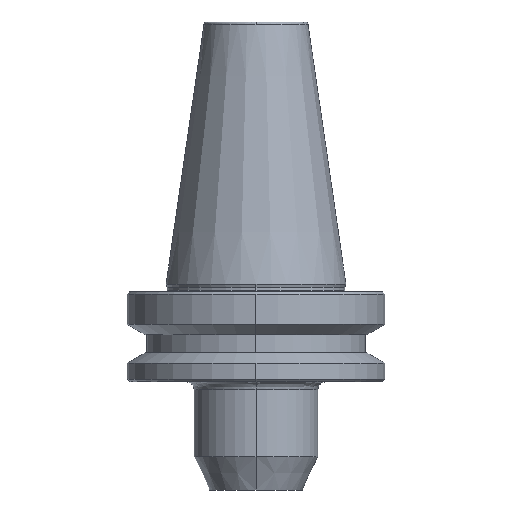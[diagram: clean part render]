
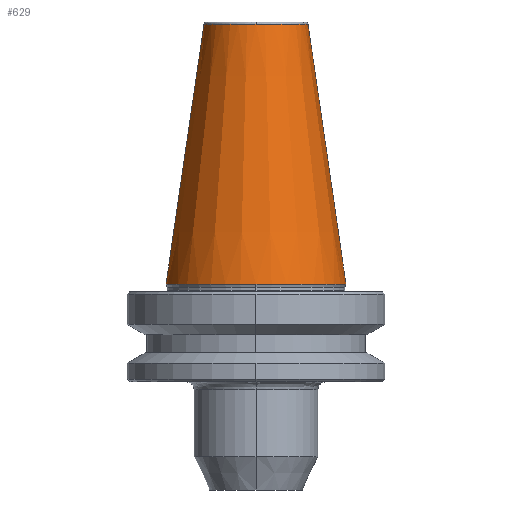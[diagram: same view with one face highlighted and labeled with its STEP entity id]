
A CAD part, left-side view. The second image highlights one B-rep face of the part: STEP entity #629.
In plain terms, the highlighted conical face has half-angle 8.297 degrees and reference radius 34.925 mm.
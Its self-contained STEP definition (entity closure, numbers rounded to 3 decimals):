
#23 = DIRECTION ( 'NONE',  ( 0., 0., 1. ) ) ;
#36 = EDGE_CURVE ( 'NONE', #154, #1318, #1092, .T. ) ;
#70 = DIRECTION ( 'NONE',  ( 0., -0.144, -0.99 ) ) ;
#86 = EDGE_CURVE ( 'NONE', #1277, #1318, #1330, .T. ) ;
#130 = FACE_OUTER_BOUND ( 'NONE', #1099, .T. ) ;
#132 = ORIENTED_EDGE ( 'NONE', *, *, #595, .T. ) ;
#154 = VERTEX_POINT ( 'NONE', #914 ) ;
#170 = CONICAL_SURFACE ( 'NONE', #335, 34.925, 0.145 ) ;
#198 = CARTESIAN_POINT ( 'NONE',  ( 0., 0., 100.944 ) ) ;
#283 = CARTESIAN_POINT ( 'NONE',  ( 0., -34.925, 0. ) ) ;
#284 = DIRECTION ( 'NONE',  ( -1., 0., 0. ) ) ;
#287 = EDGE_CURVE ( 'NONE', #1298, #1081, #1288, .T. ) ;
#328 = DIRECTION ( 'NONE',  ( -1., 0., 0. ) ) ;
#335 = AXIS2_PLACEMENT_3D ( 'NONE', #1165, #1000, #1052 ) ;
#434 = CARTESIAN_POINT ( 'NONE',  ( 0., -34.925, 0. ) ) ;
#460 = CARTESIAN_POINT ( 'NONE',  ( -20.204, 0., 100.944 ) ) ;
#501 = ORIENTED_EDGE ( 'NONE', *, *, #1271, .T. ) ;
#506 = CARTESIAN_POINT ( 'NONE',  ( 0., -20.204, 100.944 ) ) ;
#547 = DIRECTION ( 'NONE',  ( 0., 0.144, -0.99 ) ) ;
#556 = CARTESIAN_POINT ( 'NONE',  ( 0., 34.925, 0. ) ) ;
#595 = EDGE_CURVE ( 'NONE', #1182, #154, #1126, .T. ) ;
#620 = CARTESIAN_POINT ( 'NONE',  ( 0., 34.925, 0. ) ) ;
#622 = CARTESIAN_POINT ( 'NONE',  ( 0., 0., 0. ) ) ;
#629 = ADVANCED_FACE ( 'NONE', ( #130 ), #170, .T. ) ;
#704 = CIRCLE ( 'NONE', #837, 20.204 ) ;
#754 = CARTESIAN_POINT ( 'NONE',  ( 0., 20.204, 100.944 ) ) ;
#770 = DIRECTION ( 'NONE',  ( -1., 0., 0. ) ) ;
#771 = DIRECTION ( 'NONE',  ( 0., 0., -1. ) ) ;
#773 = CARTESIAN_POINT ( 'NONE',  ( 0., 0., 100.944 ) ) ;
#777 = ORIENTED_EDGE ( 'NONE', *, *, #86, .F. ) ;
#789 = ORIENTED_EDGE ( 'NONE', *, *, #1030, .T. ) ;
#837 = AXIS2_PLACEMENT_3D ( 'NONE', #773, #771, #770 ) ;
#914 = CARTESIAN_POINT ( 'NONE',  ( -34.925, 0., 0. ) ) ;
#916 = AXIS2_PLACEMENT_3D ( 'NONE', #622, #23, #328 ) ;
#934 = VECTOR ( 'NONE', #547, 1000. ) ;
#943 = DIRECTION ( 'NONE',  ( 0., 0., -1. ) ) ;
#967 = LINE ( 'NONE', #556, #934 ) ;
#973 = ORIENTED_EDGE ( 'NONE', *, *, #36, .T. ) ;
#1000 = DIRECTION ( 'NONE',  ( 0., 0., -1. ) ) ;
#1021 = AXIS2_PLACEMENT_3D ( 'NONE', #198, #943, #284 ) ;
#1028 = VECTOR ( 'NONE', #70, 1000. ) ;
#1030 = EDGE_CURVE ( 'NONE', #1277, #1298, #704, .T. ) ;
#1035 = AXIS2_PLACEMENT_3D ( 'NONE', #1189, #1172, #1178 ) ;
#1052 = DIRECTION ( 'NONE',  ( 0., 1., 0. ) ) ;
#1081 = VERTEX_POINT ( 'NONE', #754 ) ;
#1092 = CIRCLE ( 'NONE', #916, 34.925 ) ;
#1099 = EDGE_LOOP ( 'NONE', ( #777, #789, #1267, #501, #132, #973 ) ) ;
#1126 = CIRCLE ( 'NONE', #1035, 34.925 ) ;
#1165 = CARTESIAN_POINT ( 'NONE',  ( 0., 0., 0. ) ) ;
#1172 = DIRECTION ( 'NONE',  ( 0., 0., 1. ) ) ;
#1178 = DIRECTION ( 'NONE',  ( -1., 0., 0. ) ) ;
#1182 = VERTEX_POINT ( 'NONE', #620 ) ;
#1189 = CARTESIAN_POINT ( 'NONE',  ( 0., 0., 0. ) ) ;
#1267 = ORIENTED_EDGE ( 'NONE', *, *, #287, .T. ) ;
#1271 = EDGE_CURVE ( 'NONE', #1081, #1182, #967, .T. ) ;
#1277 = VERTEX_POINT ( 'NONE', #506 ) ;
#1288 = CIRCLE ( 'NONE', #1021, 20.204 ) ;
#1298 = VERTEX_POINT ( 'NONE', #460 ) ;
#1318 = VERTEX_POINT ( 'NONE', #434 ) ;
#1330 = LINE ( 'NONE', #283, #1028 ) ;
